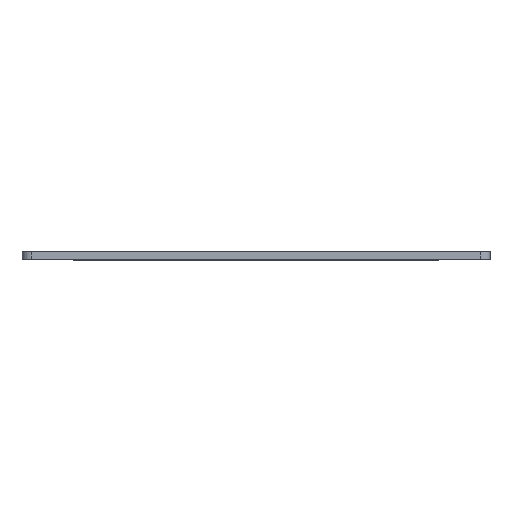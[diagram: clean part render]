
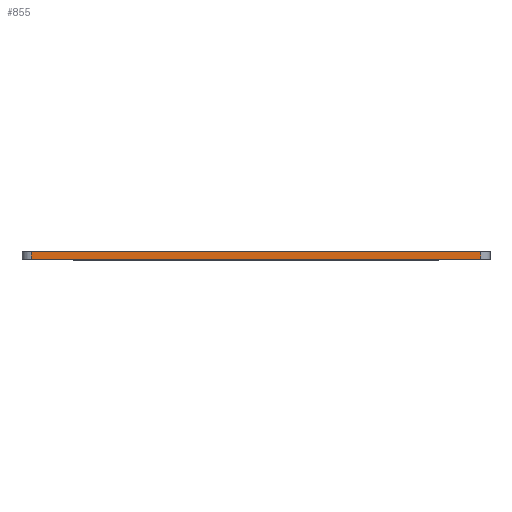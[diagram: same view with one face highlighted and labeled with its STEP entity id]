
A CAD part, top view. The second image highlights one B-rep face of the part: STEP entity #855.
In plain terms, the highlighted planar face has unit normal (0, 0, 1).
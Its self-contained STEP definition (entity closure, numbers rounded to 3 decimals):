
#114 = EDGE_CURVE ( 'NONE', #523, #2429, #1806, .T. ) ;
#171 = VECTOR ( 'NONE', #269, 1000. ) ;
#269 = DIRECTION ( 'NONE',  ( 0., -1., 0. ) ) ;
#325 = CARTESIAN_POINT ( 'NONE',  ( 123.5, 0., 287.5 ) ) ;
#499 = CARTESIAN_POINT ( 'NONE',  ( -123.5, 4., 287.5 ) ) ;
#523 = VERTEX_POINT ( 'NONE', #2838 ) ;
#558 = VECTOR ( 'NONE', #1340, 1000. ) ;
#607 = EDGE_CURVE ( 'NONE', #2429, #1269, #1498, .T. ) ;
#693 = EDGE_LOOP ( 'NONE', ( #795, #1461, #2074, #2658 ) ) ;
#795 = ORIENTED_EDGE ( 'NONE', *, *, #114, .F. ) ;
#855 = ADVANCED_FACE ( 'NONE', ( #2791 ), #2103, .F. ) ;
#912 = VERTEX_POINT ( 'NONE', #1844 ) ;
#1269 = VERTEX_POINT ( 'NONE', #325 ) ;
#1335 = CARTESIAN_POINT ( 'NONE',  ( 0., 4., 287.5 ) ) ;
#1340 = DIRECTION ( 'NONE',  ( 1., 0., 0. ) ) ;
#1422 = VECTOR ( 'NONE', #2398, 1000. ) ;
#1461 = ORIENTED_EDGE ( 'NONE', *, *, #2307, .T. ) ;
#1463 = DIRECTION ( 'NONE',  ( 1., 0., 0. ) ) ;
#1496 = CARTESIAN_POINT ( 'NONE',  ( 0., 0., 287.5 ) ) ;
#1498 = LINE ( 'NONE', #2402, #1422 ) ;
#1602 = VECTOR ( 'NONE', #1463, 1000. ) ;
#1806 = LINE ( 'NONE', #1335, #558 ) ;
#1844 = CARTESIAN_POINT ( 'NONE',  ( -123.5, 0., 287.5 ) ) ;
#2074 = ORIENTED_EDGE ( 'NONE', *, *, #2667, .T. ) ;
#2090 = DIRECTION ( 'NONE',  ( -1., 0., 0. ) ) ;
#2103 = PLANE ( 'NONE',  #2812 ) ;
#2111 = CARTESIAN_POINT ( 'NONE',  ( 0., 4., 287.5 ) ) ;
#2119 = LINE ( 'NONE', #499, #171 ) ;
#2123 = DIRECTION ( 'NONE',  ( 0., 0., -1. ) ) ;
#2307 = EDGE_CURVE ( 'NONE', #523, #912, #2119, .T. ) ;
#2398 = DIRECTION ( 'NONE',  ( 0., -1., 0. ) ) ;
#2402 = CARTESIAN_POINT ( 'NONE',  ( 123.5, 4., 287.5 ) ) ;
#2429 = VERTEX_POINT ( 'NONE', #2641 ) ;
#2641 = CARTESIAN_POINT ( 'NONE',  ( 123.5, 4., 287.5 ) ) ;
#2658 = ORIENTED_EDGE ( 'NONE', *, *, #607, .F. ) ;
#2667 = EDGE_CURVE ( 'NONE', #912, #1269, #2789, .T. ) ;
#2789 = LINE ( 'NONE', #1496, #1602 ) ;
#2791 = FACE_OUTER_BOUND ( 'NONE', #693, .T. ) ;
#2812 = AXIS2_PLACEMENT_3D ( 'NONE', #2111, #2123, #2090 ) ;
#2838 = CARTESIAN_POINT ( 'NONE',  ( -123.5, 4., 287.5 ) ) ;
